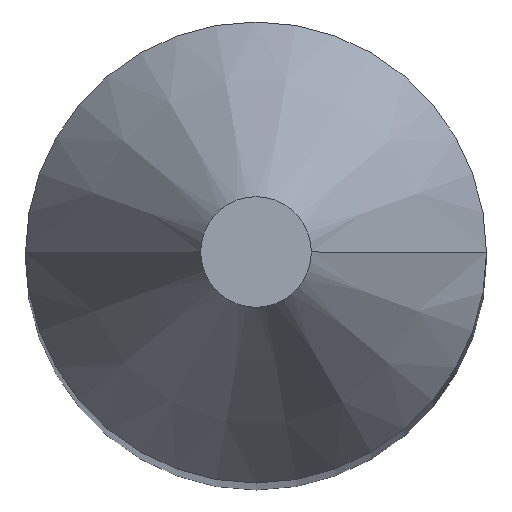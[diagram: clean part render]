
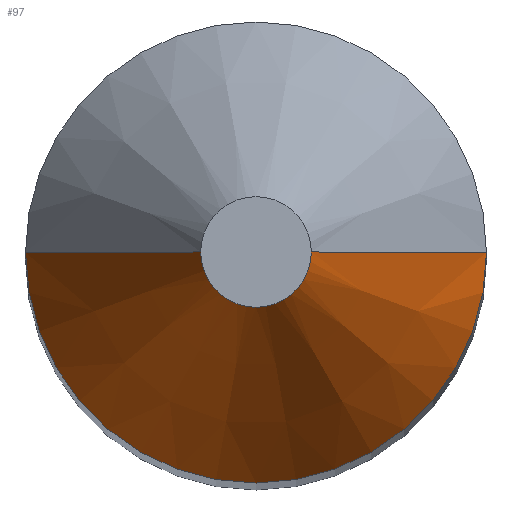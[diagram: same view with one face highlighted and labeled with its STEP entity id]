
A CAD part, top view. The second image highlights one B-rep face of the part: STEP entity #97.
In plain terms, the highlighted conical face has half-angle 30 degrees and reference radius 0.762 mm.
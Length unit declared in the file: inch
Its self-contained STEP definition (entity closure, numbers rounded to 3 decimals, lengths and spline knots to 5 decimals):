
#4 = CARTESIAN_POINT ( 'NONE',  ( 0.125, 0., 2.33546 ) ) ;
#5 = AXIS2_PLACEMENT_3D ( 'NONE', #46, #60, #146 ) ;
#12 = FACE_OUTER_BOUND ( 'NONE', #42, .T. ) ;
#31 = LINE ( 'NONE', #213, #59 ) ;
#32 = DIRECTION ( 'NONE',  ( -1., 0., 0. ) ) ;
#33 = VERTEX_POINT ( 'NONE', #4 ) ;
#39 = EDGE_CURVE ( 'NONE', #33, #168, #193, .T. ) ;
#40 = CONICAL_SURFACE ( 'NONE', #129, 0.03, 0.524 ) ;
#42 = EDGE_LOOP ( 'NONE', ( #223, #66, #127, #109 ) ) ;
#45 = VERTEX_POINT ( 'NONE', #160 ) ;
#46 = CARTESIAN_POINT ( 'NONE',  ( 0., 0., 2.33546 ) ) ;
#49 = DIRECTION ( 'NONE',  ( -0.5, 0., -0.866 ) ) ;
#54 = CARTESIAN_POINT ( 'NONE',  ( -0.125, 0., 2.33546 ) ) ;
#55 = CARTESIAN_POINT ( 'NONE',  ( 0., 0., 2.5 ) ) ;
#59 = VECTOR ( 'NONE', #115, 39.37008 ) ;
#60 = DIRECTION ( 'NONE',  ( 0., 0., -1. ) ) ;
#66 = ORIENTED_EDGE ( 'NONE', *, *, #84, .T. ) ;
#72 = CARTESIAN_POINT ( 'NONE',  ( 0., 0., 2.5 ) ) ;
#81 = CIRCLE ( 'NONE', #184, 0.03 ) ;
#84 = EDGE_CURVE ( 'NONE', #237, #168, #110, .T. ) ;
#96 = DIRECTION ( 'NONE',  ( 0., 0., -1. ) ) ;
#97 = ADVANCED_FACE ( 'NONE', ( #12 ), #40, .T. ) ;
#109 = ORIENTED_EDGE ( 'NONE', *, *, #183, .F. ) ;
#110 = LINE ( 'NONE', #208, #197 ) ;
#115 = DIRECTION ( 'NONE',  ( 0.5, 0., -0.866 ) ) ;
#120 = EDGE_CURVE ( 'NONE', #45, #237, #81, .T. ) ;
#127 = ORIENTED_EDGE ( 'NONE', *, *, #39, .F. ) ;
#129 = AXIS2_PLACEMENT_3D ( 'NONE', #72, #96, #210 ) ;
#146 = DIRECTION ( 'NONE',  ( -1., 0., 0. ) ) ;
#160 = CARTESIAN_POINT ( 'NONE',  ( 0.03, 0., 2.5 ) ) ;
#168 = VERTEX_POINT ( 'NONE', #54 ) ;
#169 = CARTESIAN_POINT ( 'NONE',  ( -0.03, 0., 2.5 ) ) ;
#183 = EDGE_CURVE ( 'NONE', #45, #33, #31, .T. ) ;
#184 = AXIS2_PLACEMENT_3D ( 'NONE', #55, #232, #32 ) ;
#193 = CIRCLE ( 'NONE', #5, 0.125 ) ;
#197 = VECTOR ( 'NONE', #49, 39.37008 ) ;
#208 = CARTESIAN_POINT ( 'NONE',  ( -0.03, 0., 2.5 ) ) ;
#210 = DIRECTION ( 'NONE',  ( 1., 0., 0. ) ) ;
#213 = CARTESIAN_POINT ( 'NONE',  ( 0.03, 0., 2.5 ) ) ;
#223 = ORIENTED_EDGE ( 'NONE', *, *, #120, .T. ) ;
#232 = DIRECTION ( 'NONE',  ( 0., 0., -1. ) ) ;
#237 = VERTEX_POINT ( 'NONE', #169 ) ;
